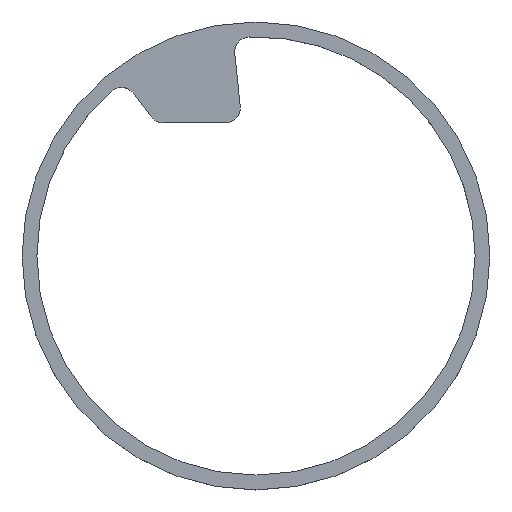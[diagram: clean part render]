
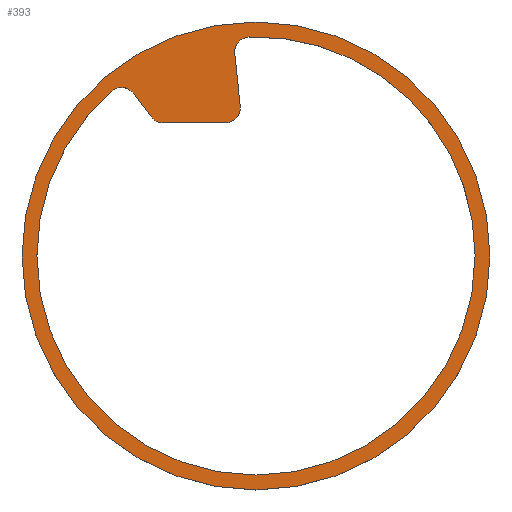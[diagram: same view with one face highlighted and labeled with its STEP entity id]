
A CAD part, top view. The second image highlights one B-rep face of the part: STEP entity #393.
In plain terms, the highlighted planar face has unit normal (0, 0, 1).
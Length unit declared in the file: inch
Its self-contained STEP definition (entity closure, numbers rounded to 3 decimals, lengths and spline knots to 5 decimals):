
#1 = AXIS2_PLACEMENT_3D ( 'NONE', #227, #47, #256 ) ;
#14 = DIRECTION ( 'NONE',  ( 0., 0., 1. ) ) ;
#19 = DIRECTION ( 'NONE',  ( 0.602, -0.799, 0. ) ) ;
#21 = CIRCLE ( 'NONE', #1, 0.92 ) ;
#23 = DIRECTION ( 'NONE',  ( 0., 0., -1. ) ) ;
#27 = VERTEX_POINT ( 'NONE', #470 ) ;
#32 = FACE_BOUND ( 'NONE', #108, .T. ) ;
#38 = CIRCLE ( 'NONE', #196, 0.063 ) ;
#41 = CARTESIAN_POINT ( 'NONE',  ( -0.02668, 0.85658, 0.125 ) ) ;
#43 = EDGE_CURVE ( 'NONE', #416, #228, #210, .T. ) ;
#47 = DIRECTION ( 'NONE',  ( 0., 0., 1. ) ) ;
#69 = EDGE_CURVE ( 'NONE', #484, #383, #142, .T. ) ;
#76 = ORIENTED_EDGE ( 'NONE', *, *, #372, .T. ) ;
#80 = ORIENTED_EDGE ( 'NONE', *, *, #69, .F. ) ;
#87 = EDGE_CURVE ( 'NONE', #332, #27, #473, .T. ) ;
#97 = AXIS2_PLACEMENT_3D ( 'NONE', #482, #14, #105 ) ;
#102 = DIRECTION ( 'NONE',  ( 0., 0., 1. ) ) ;
#103 = LINE ( 'NONE', #309, #325 ) ;
#105 = DIRECTION ( 'NONE',  ( 1., 0., 0. ) ) ;
#106 = CARTESIAN_POINT ( 'NONE',  ( -0.12873, 0.62204, 0.125 ) ) ;
#108 = EDGE_LOOP ( 'NONE', ( #515, #352, #76, #306, #203, #245, #401, #80, #150, #258, #266, #223 ) ) ;
#109 = DIRECTION ( 'NONE',  ( 1., 0., 0. ) ) ;
#115 = CARTESIAN_POINT ( 'NONE',  ( -0.02865, 0.91955, 0.125 ) ) ;
#118 = CARTESIAN_POINT ( 'NONE',  ( -0.9825, 0., 0.125 ) ) ;
#119 = VERTEX_POINT ( 'NONE', #350 ) ;
#122 = AXIS2_PLACEMENT_3D ( 'NONE', #446, #132, #186 ) ;
#127 = CARTESIAN_POINT ( 'NONE',  ( -0.60618, 0.69206, 0.125 ) ) ;
#128 = EDGE_CURVE ( 'NONE', #506, #185, #437, .T. ) ;
#129 = CARTESIAN_POINT ( 'NONE',  ( -0.44017, 0.58413, 0.125 ) ) ;
#132 = DIRECTION ( 'NONE',  ( 0., 0., 1. ) ) ;
#137 = CARTESIAN_POINT ( 'NONE',  ( 0.9825, 0., 0.125 ) ) ;
#139 = CIRCLE ( 'NONE', #360, 0.063 ) ;
#142 = CIRCLE ( 'NONE', #122, 0.92 ) ;
#149 = DIRECTION ( 'NONE',  ( 0., 0., 1. ) ) ;
#150 = ORIENTED_EDGE ( 'NONE', *, *, #324, .F. ) ;
#157 = CARTESIAN_POINT ( 'NONE',  ( 0., 0., 0.125 ) ) ;
#163 = CIRCLE ( 'NONE', #450, 0.063 ) ;
#164 = CARTESIAN_POINT ( 'NONE',  ( 0., 0., 0.125 ) ) ;
#169 = VECTOR ( 'NONE', #179, 39.37008 ) ;
#170 = CARTESIAN_POINT ( 'NONE',  ( -0.38986, 0.55904, 0.125 ) ) ;
#179 = DIRECTION ( 'NONE',  ( 1., 0., 0. ) ) ;
#183 = CARTESIAN_POINT ( 'NONE',  ( -0.02668, 0.85658, 0.125 ) ) ;
#185 = VERTEX_POINT ( 'NONE', #558 ) ;
#186 = DIRECTION ( 'NONE',  ( 1., 0., 0. ) ) ;
#196 = AXIS2_PLACEMENT_3D ( 'NONE', #106, #230, #278 ) ;
#203 = ORIENTED_EDGE ( 'NONE', *, *, #87, .T. ) ;
#210 = CIRCLE ( 'NONE', #97, 0.9825 ) ;
#213 = DIRECTION ( 'NONE',  ( 0., 0., -1. ) ) ;
#218 = DIRECTION ( 'NONE',  ( 0., 0., -1. ) ) ;
#223 = ORIENTED_EDGE ( 'NONE', *, *, #347, .T. ) ;
#227 = CARTESIAN_POINT ( 'NONE',  ( 0., 0., 0.125 ) ) ;
#228 = VERTEX_POINT ( 'NONE', #137 ) ;
#230 = DIRECTION ( 'NONE',  ( 0., 0., 1. ) ) ;
#233 = VERTEX_POINT ( 'NONE', #542 ) ;
#245 = ORIENTED_EDGE ( 'NONE', *, *, #463, .T. ) ;
#247 = CARTESIAN_POINT ( 'NONE',  ( -0.92, 0., 0.125 ) ) ;
#248 = EDGE_CURVE ( 'NONE', #531, #119, #548, .T. ) ;
#249 = AXIS2_PLACEMENT_3D ( 'NONE', #546, #102, #321 ) ;
#256 = DIRECTION ( 'NONE',  ( 1., 0., 0. ) ) ;
#258 = ORIENTED_EDGE ( 'NONE', *, *, #248, .T. ) ;
#266 = ORIENTED_EDGE ( 'NONE', *, *, #339, .T. ) ;
#268 = DIRECTION ( 'NONE',  ( 0., 0., 1. ) ) ;
#271 = VECTOR ( 'NONE', #19, 39.37008 ) ;
#278 = DIRECTION ( 'NONE',  ( 1., 0., 0. ) ) ;
#280 = CARTESIAN_POINT ( 'NONE',  ( -0.55367, 0.73474, 0.125 ) ) ;
#281 = CIRCLE ( 'NONE', #249, 0.92 ) ;
#284 = CARTESIAN_POINT ( 'NONE',  ( 0.92, 0., 0.125 ) ) ;
#297 = CIRCLE ( 'NONE', #510, 0.9825 ) ;
#306 = ORIENTED_EDGE ( 'NONE', *, *, #566, .T. ) ;
#309 = CARTESIAN_POINT ( 'NONE',  ( -0.09617, 0.91496, 0.125 ) ) ;
#316 = CARTESIAN_POINT ( 'NONE',  ( -0.42127, 0.55904, 0.125 ) ) ;
#317 = DIRECTION ( 'NONE',  ( 1., 0., 0. ) ) ;
#321 = DIRECTION ( 'NONE',  ( 1., 0., 0. ) ) ;
#323 = DIRECTION ( 'NONE',  ( 1., 0., 0. ) ) ;
#324 = EDGE_CURVE ( 'NONE', #531, #484, #281, .T. ) ;
#325 = VECTOR ( 'NONE', #400, 39.37008 ) ;
#330 = ORIENTED_EDGE ( 'NONE', *, *, #333, .T. ) ;
#331 = CARTESIAN_POINT ( 'NONE',  ( -0.12873, 0.62204, 0.125 ) ) ;
#332 = VERTEX_POINT ( 'NONE', #551 ) ;
#333 = EDGE_CURVE ( 'NONE', #228, #416, #297, .T. ) ;
#335 = AXIS2_PLACEMENT_3D ( 'NONE', #164, #557, #431 ) ;
#339 = EDGE_CURVE ( 'NONE', #119, #438, #502, .T. ) ;
#347 = EDGE_CURVE ( 'NONE', #438, #506, #163, .T. ) ;
#350 = CARTESIAN_POINT ( 'NONE',  ( -0.51436, 0.68258, 0.125 ) ) ;
#352 = ORIENTED_EDGE ( 'NONE', *, *, #488, .T. ) ;
#360 = AXIS2_PLACEMENT_3D ( 'NONE', #331, #476, #467 ) ;
#364 = CARTESIAN_POINT ( 'NONE',  ( -0.38986, 0.62204, 0.125 ) ) ;
#370 = VERTEX_POINT ( 'NONE', #115 ) ;
#372 = EDGE_CURVE ( 'NONE', #443, #233, #38, .T. ) ;
#383 = VERTEX_POINT ( 'NONE', #284 ) ;
#393 = ADVANCED_FACE ( 'NONE', ( #475, #32 ), #427, .T. ) ;
#400 = DIRECTION ( 'NONE',  ( -0.105, 0.995, 0. ) ) ;
#401 = ORIENTED_EDGE ( 'NONE', *, *, #562, .F. ) ;
#407 = AXIS2_PLACEMENT_3D ( 'NONE', #507, #23, #109 ) ;
#414 = DIRECTION ( 'NONE',  ( 1., 0., 0. ) ) ;
#416 = VERTEX_POINT ( 'NONE', #118 ) ;
#427 = PLANE ( 'NONE',  #335 ) ;
#430 = AXIS2_PLACEMENT_3D ( 'NONE', #183, #218, #414 ) ;
#431 = DIRECTION ( 'NONE',  ( 1., 0., 0. ) ) ;
#437 = LINE ( 'NONE', #316, #169 ) ;
#438 = VERTEX_POINT ( 'NONE', #129 ) ;
#439 = CIRCLE ( 'NONE', #519, 0.063 ) ;
#443 = VERTEX_POINT ( 'NONE', #523 ) ;
#446 = CARTESIAN_POINT ( 'NONE',  ( 0., 0., 0.125 ) ) ;
#450 = AXIS2_PLACEMENT_3D ( 'NONE', #364, #268, #317 ) ;
#459 = ORIENTED_EDGE ( 'NONE', *, *, #43, .T. ) ;
#463 = EDGE_CURVE ( 'NONE', #27, #370, #439, .T. ) ;
#467 = DIRECTION ( 'NONE',  ( 1., 0., 0. ) ) ;
#468 = EDGE_LOOP ( 'NONE', ( #459, #330 ) ) ;
#470 = CARTESIAN_POINT ( 'NONE',  ( -0.08968, 0.85658, 0.125 ) ) ;
#473 = CIRCLE ( 'NONE', #430, 0.063 ) ;
#475 = FACE_OUTER_BOUND ( 'NONE', #468, .T. ) ;
#476 = DIRECTION ( 'NONE',  ( 0., 0., 1. ) ) ;
#480 = DIRECTION ( 'NONE',  ( 1., 0., 0. ) ) ;
#482 = CARTESIAN_POINT ( 'NONE',  ( 0., 0., 0.125 ) ) ;
#484 = VERTEX_POINT ( 'NONE', #247 ) ;
#488 = EDGE_CURVE ( 'NONE', #185, #443, #139, .T. ) ;
#502 = LINE ( 'NONE', #280, #271 ) ;
#506 = VERTEX_POINT ( 'NONE', #170 ) ;
#507 = CARTESIAN_POINT ( 'NONE',  ( -0.56467, 0.64466, 0.125 ) ) ;
#510 = AXIS2_PLACEMENT_3D ( 'NONE', #157, #149, #323 ) ;
#515 = ORIENTED_EDGE ( 'NONE', *, *, #128, .T. ) ;
#519 = AXIS2_PLACEMENT_3D ( 'NONE', #41, #213, #480 ) ;
#523 = CARTESIAN_POINT ( 'NONE',  ( -0.06573, 0.62204, 0.125 ) ) ;
#531 = VERTEX_POINT ( 'NONE', #127 ) ;
#542 = CARTESIAN_POINT ( 'NONE',  ( -0.06607, 0.62863, 0.125 ) ) ;
#546 = CARTESIAN_POINT ( 'NONE',  ( 0., 0., 0.125 ) ) ;
#548 = CIRCLE ( 'NONE', #407, 0.063 ) ;
#551 = CARTESIAN_POINT ( 'NONE',  ( -0.08934, 0.85, 0.125 ) ) ;
#557 = DIRECTION ( 'NONE',  ( 0., 0., 1. ) ) ;
#558 = CARTESIAN_POINT ( 'NONE',  ( -0.12873, 0.55904, 0.125 ) ) ;
#562 = EDGE_CURVE ( 'NONE', #383, #370, #21, .T. ) ;
#566 = EDGE_CURVE ( 'NONE', #233, #332, #103, .T. ) ;
